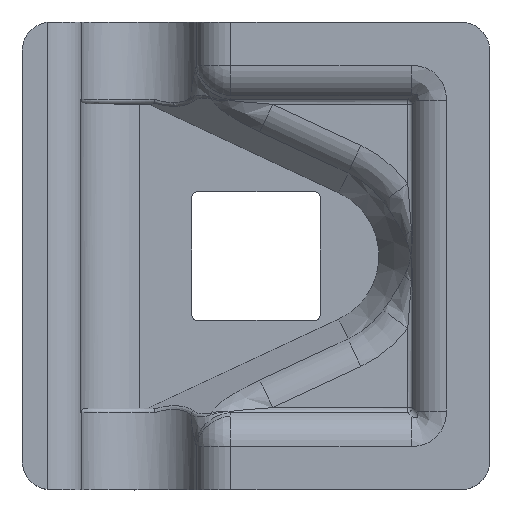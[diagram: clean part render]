
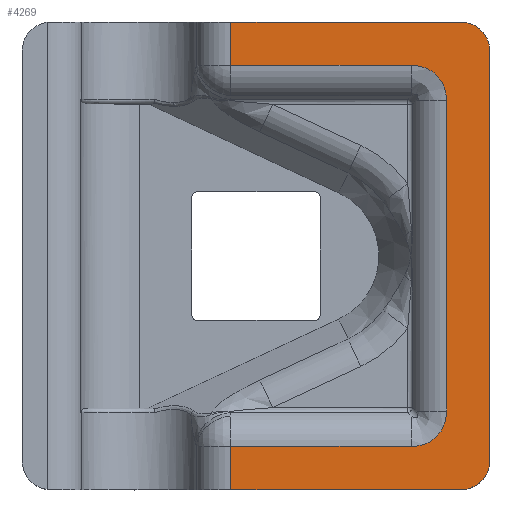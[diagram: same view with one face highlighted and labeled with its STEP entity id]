
A CAD part, top view. The second image highlights one B-rep face of the part: STEP entity #4269.
In plain terms, the highlighted planar face has unit normal (0, 0, 1).
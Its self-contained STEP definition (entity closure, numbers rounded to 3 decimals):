
#49 = DIRECTION ( 'NONE',  ( 0., 1., 0. ) ) ;
#74 = CARTESIAN_POINT ( 'NONE',  ( -27.742, -16.412, 45. ) ) ;
#130 = LINE ( 'NONE', #3554, #1283 ) ;
#176 = ORIENTED_EDGE ( 'NONE', *, *, #3755, .F. ) ;
#190 = EDGE_CURVE ( 'NONE', #3315, #3758, #1434, .T. ) ;
#243 = CARTESIAN_POINT ( 'NONE',  ( -41., -0.12, 45. ) ) ;
#302 = CARTESIAN_POINT ( 'NONE',  ( -24.816, 14.101, 45. ) ) ;
#309 = ORIENTED_EDGE ( 'NONE', *, *, #190, .F. ) ;
#320 = CARTESIAN_POINT ( 'NONE',  ( -25.339, 15.107, 45. ) ) ;
#331 = ORIENTED_EDGE ( 'NONE', *, *, #3919, .F. ) ;
#355 = LINE ( 'NONE', #1423, #2060 ) ;
#397 = EDGE_CURVE ( 'NONE', #2941, #2661, #547, .T. ) ;
#429 = CARTESIAN_POINT ( 'NONE',  ( -24.816, -14.341, 45. ) ) ;
#433 = EDGE_CURVE ( 'NONE', #2433, #3758, #3643, .T. ) ;
#450 = CARTESIAN_POINT ( 'NONE',  ( -21., -17.62, 45. ) ) ;
#483 = CARTESIAN_POINT ( 'NONE',  ( -24.711, 13.141, 45. ) ) ;
#498 = CARTESIAN_POINT ( 'NONE',  ( -24.711, -13.381, 45. ) ) ;
#547 = B_SPLINE_CURVE_WITH_KNOTS ( 'NONE', 3,
 ( #3325, #4050, #302, #681, #320, #1032, #2387, #2957, #986, #1659 ),
 .UNSPECIFIED., .F., .F.,
 ( 4, 2, 2, 2, 4 ),
 ( 0., 0.25, 0.5, 0.75, 1. ),
 .UNSPECIFIED. ) ;
#619 = EDGE_CURVE ( 'NONE', #1543, #3315, #3310, .T. ) ;
#661 = CARTESIAN_POINT ( 'NONE',  ( -23.5, 17.38, 45. ) ) ;
#681 = CARTESIAN_POINT ( 'NONE',  ( -25.131, 14.825, 45. ) ) ;
#721 = CARTESIAN_POINT ( 'NONE',  ( -24.711, 14.007, 45. ) ) ;
#724 = CARTESIAN_POINT ( 'NONE',  ( -25.339, -15.347, 45. ) ) ;
#854 = VECTOR ( 'NONE', #3926, 1000. ) ;
#916 = CARTESIAN_POINT ( 'NONE',  ( -43.145, -20.12, 45. ) ) ;
#937 = CARTESIAN_POINT ( 'NONE',  ( -23.5, -17.62, 45. ) ) ;
#967 = AXIS2_PLACEMENT_3D ( 'NONE', #661, #4362, #2978 ) ;
#986 = CARTESIAN_POINT ( 'NONE',  ( -27.227, 16.172, 45. ) ) ;
#990 = ORIENTED_EDGE ( 'NONE', *, *, #3988, .T. ) ;
#1032 = CARTESIAN_POINT ( 'NONE',  ( -25.776, 15.544, 45. ) ) ;
#1056 = AXIS2_PLACEMENT_3D ( 'NONE', #243, #3621, #2989 ) ;
#1075 = CARTESIAN_POINT ( 'NONE',  ( -26.058, -15.992, 45. ) ) ;
#1283 = VECTOR ( 'NONE', #3203, 1000. ) ;
#1293 = DIRECTION ( 'NONE',  ( 0., 0., 1. ) ) ;
#1395 = VERTEX_POINT ( 'NONE', #1418 ) ;
#1418 = CARTESIAN_POINT ( 'NONE',  ( -27.742, -16.412, 45. ) ) ;
#1423 = CARTESIAN_POINT ( 'NONE',  ( -26.876, -16.412, 45. ) ) ;
#1434 = LINE ( 'NONE', #2802, #1829 ) ;
#1543 = VERTEX_POINT ( 'NONE', #3485 ) ;
#1580 = CARTESIAN_POINT ( 'NONE',  ( -43.145, 19.88, 45. ) ) ;
#1592 = B_SPLINE_CURVE_WITH_KNOTS ( 'NONE', 3,
 ( #74, #2449, #2080, #1075, #3449, #724, #1725, #429, #3720, #3406 ),
 .UNSPECIFIED., .F., .F.,
 ( 4, 2, 2, 2, 4 ),
 ( 0., 0.25, 0.5, 0.75, 1. ),
 .UNSPECIFIED. ) ;
#1648 = PLANE ( 'NONE',  #1056 ) ;
#1659 = CARTESIAN_POINT ( 'NONE',  ( -27.742, 16.172, 45. ) ) ;
#1725 = CARTESIAN_POINT ( 'NONE',  ( -25.131, -15.065, 45. ) ) ;
#1783 = VERTEX_POINT ( 'NONE', #916 ) ;
#1829 = VECTOR ( 'NONE', #3837, 1000. ) ;
#1874 = ORIENTED_EDGE ( 'NONE', *, *, #2434, .F. ) ;
#1886 = EDGE_CURVE ( 'NONE', #3904, #2941, #3739, .T. ) ;
#2032 = CARTESIAN_POINT ( 'NONE',  ( -43.145, -16.412, 45. ) ) ;
#2060 = VECTOR ( 'NONE', #2708, 1000. ) ;
#2065 = VECTOR ( 'NONE', #49, 1000. ) ;
#2080 = CARTESIAN_POINT ( 'NONE',  ( -26.782, -16.307, 45. ) ) ;
#2121 = EDGE_CURVE ( 'NONE', #1783, #3155, #3345, .T. ) ;
#2192 = AXIS2_PLACEMENT_3D ( 'NONE', #937, #1293, #2312 ) ;
#2209 = CARTESIAN_POINT ( 'NONE',  ( -21., 19.88, 45. ) ) ;
#2221 = CARTESIAN_POINT ( 'NONE',  ( -21., 17.38, 45. ) ) ;
#2312 = DIRECTION ( 'NONE',  ( 0., -1., 0. ) ) ;
#2387 = CARTESIAN_POINT ( 'NONE',  ( -26.058, 15.752, 45. ) ) ;
#2433 = VERTEX_POINT ( 'NONE', #2221 ) ;
#2434 = EDGE_CURVE ( 'NONE', #2661, #1543, #130, .T. ) ;
#2449 = CARTESIAN_POINT ( 'NONE',  ( -27.227, -16.412, 45. ) ) ;
#2493 = LINE ( 'NONE', #2209, #4083 ) ;
#2606 = DIRECTION ( 'NONE',  ( 0., 1., 0. ) ) ;
#2652 = EDGE_CURVE ( 'NONE', #3006, #1783, #2925, .T. ) ;
#2661 = VERTEX_POINT ( 'NONE', #3265 ) ;
#2708 = DIRECTION ( 'NONE',  ( 1., 0., 0. ) ) ;
#2802 = CARTESIAN_POINT ( 'NONE',  ( -61., 19.88, 45. ) ) ;
#2925 = LINE ( 'NONE', #4261, #854 ) ;
#2930 = DIRECTION ( 'NONE',  ( 0., 1., 0. ) ) ;
#2941 = VERTEX_POINT ( 'NONE', #483 ) ;
#2957 = CARTESIAN_POINT ( 'NONE',  ( -26.782, 16.067, 45. ) ) ;
#2978 = DIRECTION ( 'NONE',  ( 0., -1., 0. ) ) ;
#2989 = DIRECTION ( 'NONE',  ( 1., 0., 0. ) ) ;
#3006 = VERTEX_POINT ( 'NONE', #3294 ) ;
#3155 = VERTEX_POINT ( 'NONE', #2032 ) ;
#3203 = DIRECTION ( 'NONE',  ( -1., 0., 0. ) ) ;
#3265 = CARTESIAN_POINT ( 'NONE',  ( -27.742, 16.172, 45. ) ) ;
#3294 = CARTESIAN_POINT ( 'NONE',  ( -23.5, -20.12, 45. ) ) ;
#3303 = ORIENTED_EDGE ( 'NONE', *, *, #619, .F. ) ;
#3310 = LINE ( 'NONE', #1580, #3429 ) ;
#3311 = FACE_OUTER_BOUND ( 'NONE', #3527, .T. ) ;
#3315 = VERTEX_POINT ( 'NONE', #3802 ) ;
#3325 = CARTESIAN_POINT ( 'NONE',  ( -24.711, 13.141, 45. ) ) ;
#3345 = LINE ( 'NONE', #3589, #3676 ) ;
#3406 = CARTESIAN_POINT ( 'NONE',  ( -24.711, -13.381, 45. ) ) ;
#3429 = VECTOR ( 'NONE', #2930, 1000. ) ;
#3449 = CARTESIAN_POINT ( 'NONE',  ( -25.776, -15.784, 45. ) ) ;
#3461 = ORIENTED_EDGE ( 'NONE', *, *, #2121, .F. ) ;
#3485 = CARTESIAN_POINT ( 'NONE',  ( -43.145, 16.172, 45. ) ) ;
#3527 = EDGE_LOOP ( 'NONE', ( #309, #3303, #1874, #3690, #4347, #176, #3682, #3461, #3949, #990, #331, #4174 ) ) ;
#3554 = CARTESIAN_POINT ( 'NONE',  ( -43.145, 16.172, 45. ) ) ;
#3589 = CARTESIAN_POINT ( 'NONE',  ( -43.145, -15.719, 45. ) ) ;
#3621 = DIRECTION ( 'NONE',  ( 0., 0., 1. ) ) ;
#3643 = CIRCLE ( 'NONE', #967, 2.5 ) ;
#3676 = VECTOR ( 'NONE', #2606, 1000. ) ;
#3682 = ORIENTED_EDGE ( 'NONE', *, *, #4147, .F. ) ;
#3690 = ORIENTED_EDGE ( 'NONE', *, *, #397, .F. ) ;
#3720 = CARTESIAN_POINT ( 'NONE',  ( -24.711, -13.896, 45. ) ) ;
#3739 = LINE ( 'NONE', #721, #2065 ) ;
#3755 = EDGE_CURVE ( 'NONE', #1395, #3904, #1592, .T. ) ;
#3758 = VERTEX_POINT ( 'NONE', #4138 ) ;
#3802 = CARTESIAN_POINT ( 'NONE',  ( -43.145, 19.88, 45. ) ) ;
#3837 = DIRECTION ( 'NONE',  ( 1., 0., 0. ) ) ;
#3900 = DIRECTION ( 'NONE',  ( 0., -1., 0. ) ) ;
#3904 = VERTEX_POINT ( 'NONE', #498 ) ;
#3906 = VERTEX_POINT ( 'NONE', #450 ) ;
#3919 = EDGE_CURVE ( 'NONE', #2433, #3906, #2493, .T. ) ;
#3926 = DIRECTION ( 'NONE',  ( -1., 0., 0. ) ) ;
#3949 = ORIENTED_EDGE ( 'NONE', *, *, #2652, .F. ) ;
#3988 = EDGE_CURVE ( 'NONE', #3006, #3906, #4370, .T. ) ;
#4050 = CARTESIAN_POINT ( 'NONE',  ( -24.711, 13.656, 45. ) ) ;
#4083 = VECTOR ( 'NONE', #3900, 1000. ) ;
#4138 = CARTESIAN_POINT ( 'NONE',  ( -23.5, 19.88, 45. ) ) ;
#4147 = EDGE_CURVE ( 'NONE', #3155, #1395, #355, .T. ) ;
#4174 = ORIENTED_EDGE ( 'NONE', *, *, #433, .T. ) ;
#4261 = CARTESIAN_POINT ( 'NONE',  ( -61., -20.12, 45. ) ) ;
#4269 = ADVANCED_FACE ( 'NONE', ( #3311 ), #1648, .T. ) ;
#4347 = ORIENTED_EDGE ( 'NONE', *, *, #1886, .F. ) ;
#4362 = DIRECTION ( 'NONE',  ( 0., 0., 1. ) ) ;
#4370 = CIRCLE ( 'NONE', #2192, 2.5 ) ;
